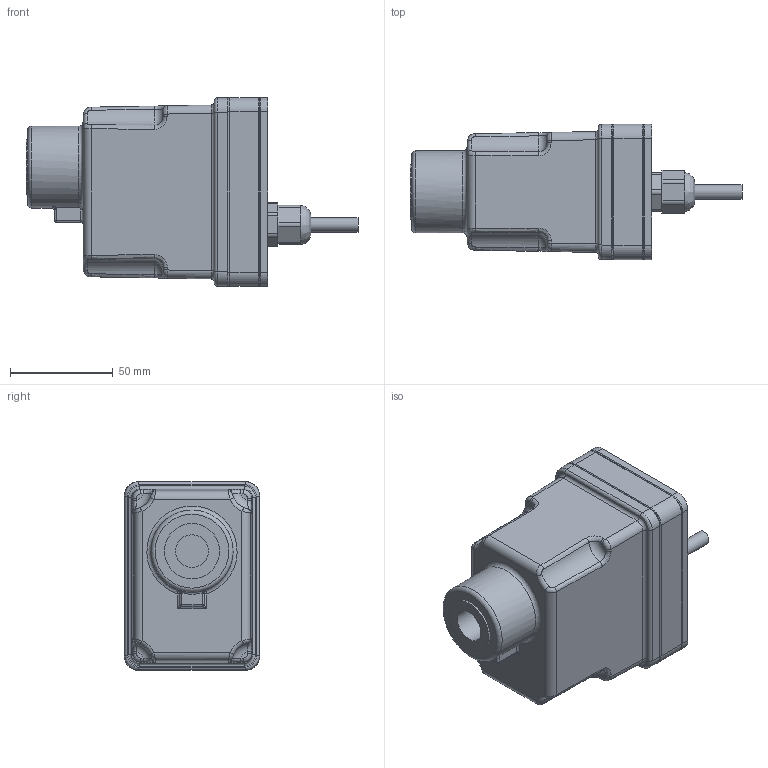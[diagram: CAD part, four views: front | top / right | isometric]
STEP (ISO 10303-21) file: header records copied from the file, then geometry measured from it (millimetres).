
FILE_DESCRIPTION(('STEP AP214'),'1');
FILE_NAME('IFC400... mit Stecker.stp','2021-04-06T07:44:52',(' '),(' '),'Spatial InterOp 3D',' ',' ');
FILE_SCHEMA(('AUTOMOTIVE_DESIGN { 1 0 10303 214 1 1 1 1 }'));
Length unit declared in the file: millimetre
Products named in the file (4): 1616411020; 1615286318; 1615281506; 1615456404
Bounding box: 161.8 x 66 x 92 mm (x, y, z)
Volume: 497352.8 mm3; surface area: 70364.1 mm2
Topology: 4 solids, 4 shells, 236 faces, 535 edges, 309 vertices
Faces by surface type: cylinder 89, plane 70, bspline 49, torus 23, cone 3, sphere 2
Full cylindrical faces by diameter (mm): 3.3 x2, 5 x1, 7 x1, 16 x2, 23 x1, 24 x1, 26.9 x2, 40 x1
Entity records: 13950 total; most frequent: CARTESIAN_POINT 6956, DIRECTION 1102, ORIENTED_EDGE 1014, EDGE_CURVE 507, AXIS2_PLACEMENT_3D 448, VERTEX_POINT 304, EDGE_LOOP 262, FACE_OUTER_BOUND 249
